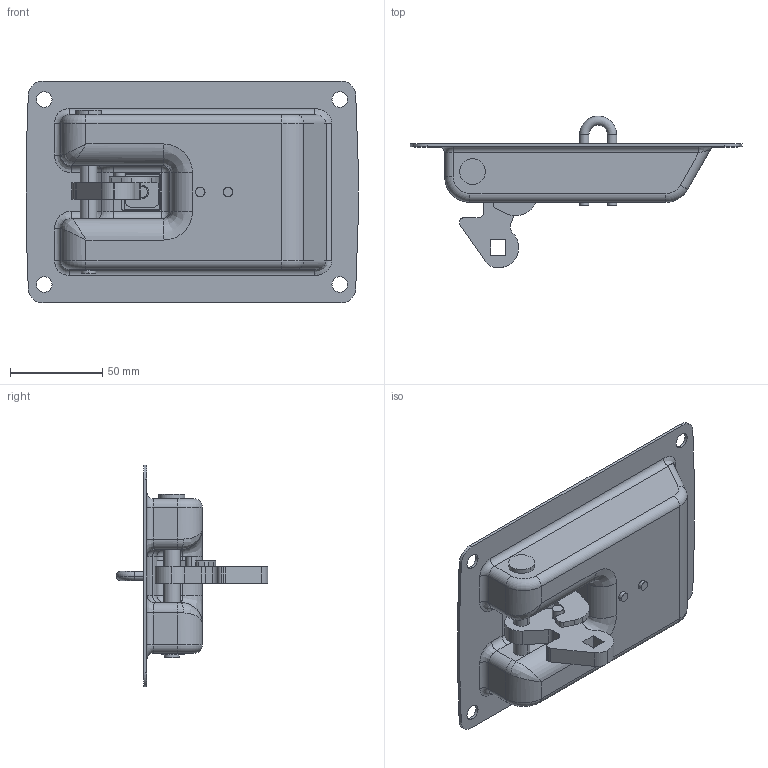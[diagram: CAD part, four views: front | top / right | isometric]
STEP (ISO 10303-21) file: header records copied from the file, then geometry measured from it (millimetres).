
FILE_DESCRIPTION (( 'STEP AP203' ), '1' );
FILE_NAME ('A-838-B-3.STEP', '2019-12-25T07:57:22', ( '' ), ( '' ), 'SwSTEP 2.0', 'SolidWorks 2014', '' );
FILE_SCHEMA (( 'CONFIG_CONTROL_DESIGN' ));
Length unit declared in the file: millimetre
Products named in the file (8): A-838-B-3儘僢僋僽儔働僢僩_; A-838-B-3_ストッパー_; A-838-B-3; A-838-B-3_ハンドル_; A-838-B-3_C型止め輪__JIS B 2804 Shaft use 10; A-838-B-3_ハウジング_; A-838-B-3_フック_; A-838-B-3_ヘッダーピン_
Assembly tree (7 placements, depth 2):
  A-838-B-3
    A-838-B-3_ハウジング_
    A-838-B-3_ハンドル_
    A-838-B-3_ストッパー_
    A-838-B-3_フック_
    A-838-B-3_ヘッダーピン_
    A-838-B-3_C型止め輪__JIS B 2804 Shaft use 10
    A-838-B-3儘僢僋僽儔働僢僩_
Bounding box: 179.69 x 82.1 x 120 mm (x, y, z)
Volume: 98960.4 mm3; surface area: 108305.2 mm2
Topology: 7 solids, 7 shells, 382 faces, 978 edges, 617 vertices
Faces by surface type: cylinder 186, plane 140, torus 32, bspline 16, cone 8
Entity records: 14515 total; most frequent: CARTESIAN_POINT 4166, DIRECTION 2092, ORIENTED_EDGE 1948, EDGE_CURVE 974, AXIS2_PLACEMENT_3D 790, VERTEX_POINT 617, LINE 512, VECTOR 512
